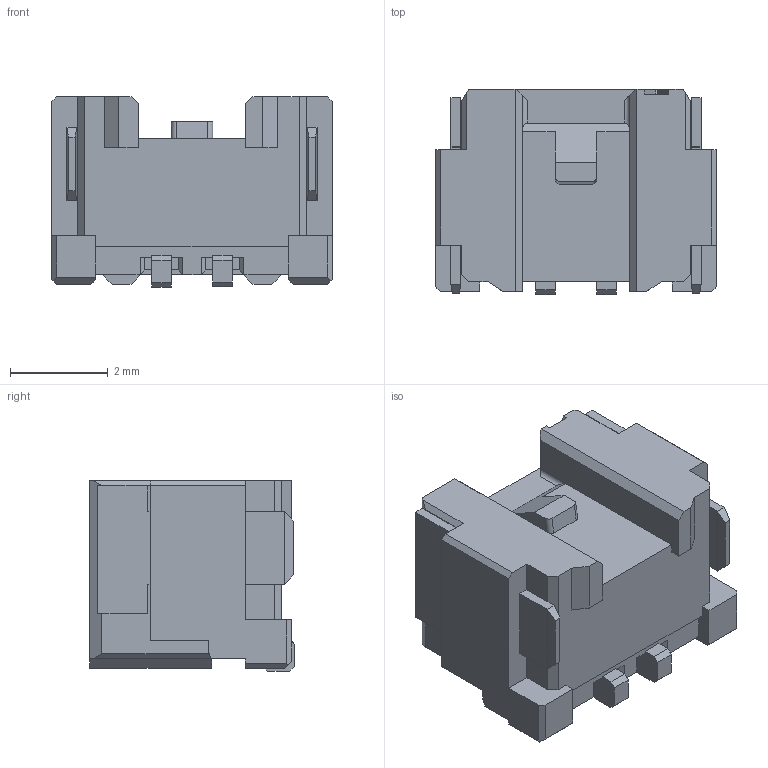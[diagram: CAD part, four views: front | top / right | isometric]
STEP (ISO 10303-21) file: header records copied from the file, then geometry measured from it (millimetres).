
FILE_DESCRIPTION( ( 'STEP AP214' ), '1' );
FILE_NAME( '5055680271.stp', '2021-01-24T13:58:07', ( 'License CC BY-ND 4.0' ), ( 'CADENAS' ), ' ', 'PARTsolutions', ' ' );
FILE_SCHEMA( ( 'AUTOMOTIVE_DESIGN { 1 0 10303 214 1 1 1 1 }' ) );
Length unit declared in the file: millimetre
Products named in the file (2): 5055680271; 1
Assembly tree (1 placements, depth 2):
  5055680271
    1
Bounding box: 5.75 x 4.2 x 3.91 mm (x, y, z)
Volume: 51 mm3; surface area: 188.5 mm2
Topology: 1 solids, 1 shells, 233 faces, 649 edges, 422 vertices
Faces by surface type: plane 210, cylinder 19, cone 4
Entity records: 7394 total; most frequent: CARTESIAN_POINT 1388, ORIENTED_EDGE 1298, DIRECTION 1139, EDGE_CURVE 649, LINE 605, VECTOR 605, VERTEX_POINT 422, AXIS2_PLACEMENT_3D 267
